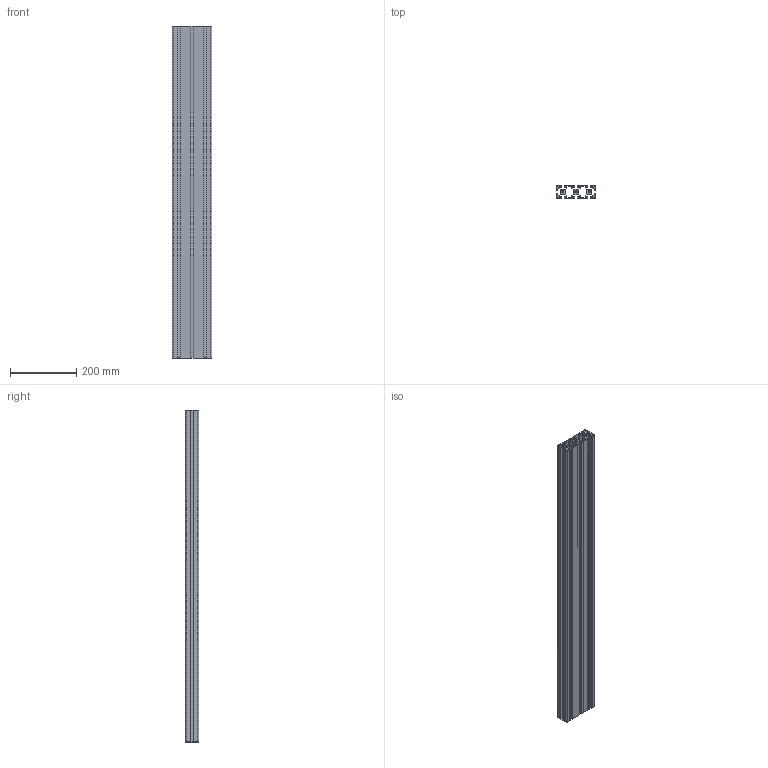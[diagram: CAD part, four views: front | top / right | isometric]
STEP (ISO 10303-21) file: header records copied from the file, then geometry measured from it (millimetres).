
FILE_DESCRIPTION(/* description */ (''),/* implementation_level */ '2;1');
FILE_NAME(/* name */ '114075',/* time_stamp */ '2014-10-06T11:29:49+02:00',/* author */ (''),/* organization */ (''),/* preprocessor_version */ 'ST-DEVELOPER v14',/* originating_system */ 'HiCAD 2013 1802.4 Build 509',/* authorisation */ '');
FILE_SCHEMA (('AUTOMOTIVE_DESIGN { 1 0 10303 214 1 1 1 1 }'));
Length unit declared in the file: millimetre
Products named in the file (2): Root; 11407540x120LBOIKON0
Assembly tree (1 placements, depth 2):
  Root
    11407540x120LBOIKON0
Bounding box: 120 x 40 x 1000 mm (x, y, z)
Volume: 1462868.7 mm3; surface area: 1151729.6 mm2
Topology: 1 solids, 1 shells, 169 faces, 501 edges, 334 vertices
Faces by surface type: plane 158, cylinder 11
Full cylindrical faces by diameter (mm): 6.8 x3
Entity records: 10594 total; most frequent: CARTESIAN_POINT 1003, PRESENTATION_STYLE_ASSIGNMENT 997, COLOUR_RGB 997, DRAUGHTING_PRE_DEFINED_CURVE_FONT 996, CURVE_STYLE 996, OVER_RIDING_STYLED_ITEM 996, ORIENTED_EDGE 996, DIRECTION 862
